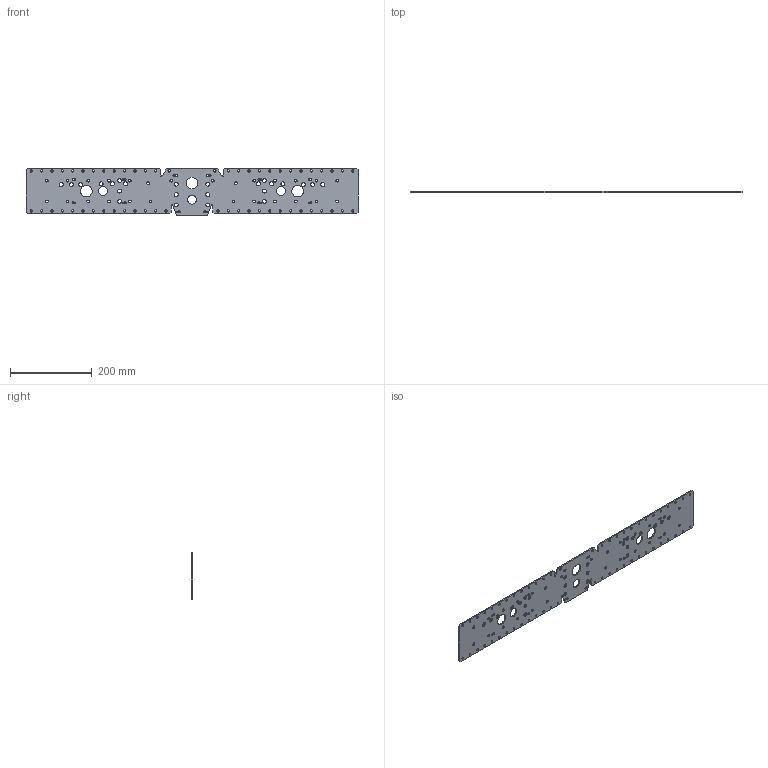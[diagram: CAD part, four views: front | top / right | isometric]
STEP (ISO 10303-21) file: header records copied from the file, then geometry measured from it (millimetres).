
FILE_DESCRIPTION (( 'STEP AP214' ), '1' );
FILE_NAME ('am-3922 AM14U4 Inside Plate.step', '2018-12-20T18:50:43', ( '' ), ( '' ), 'SwSTEP 2.0', 'SolidWorks 2018', '' );
FILE_SCHEMA (( 'AUTOMOTIVE_DESIGN' ));
Length unit declared in the file: inch
Products named in the file (1): am-3922 AM14U4 Inside Plate
Bounding box: 812.8 x 3.17 x 116.33 mm (x, y, z)
Volume: 261306.7 mm3; surface area: 180493.1 mm2
Topology: 1 solids, 1 shells, 310 faces, 924 edges, 616 vertices
Faces by surface type: cylinder 280, plane 30
Entity records: 11332 total; most frequent: DIRECTION 2106, CARTESIAN_POINT 1851, ORIENTED_EDGE 1848, EDGE_CURVE 924, AXIS2_PLACEMENT_3D 871, VERTEX_POINT 616, EDGE_LOOP 582, CIRCLE 560
